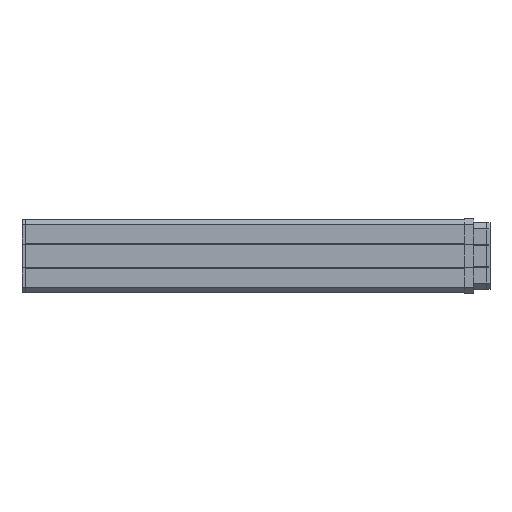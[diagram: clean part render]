
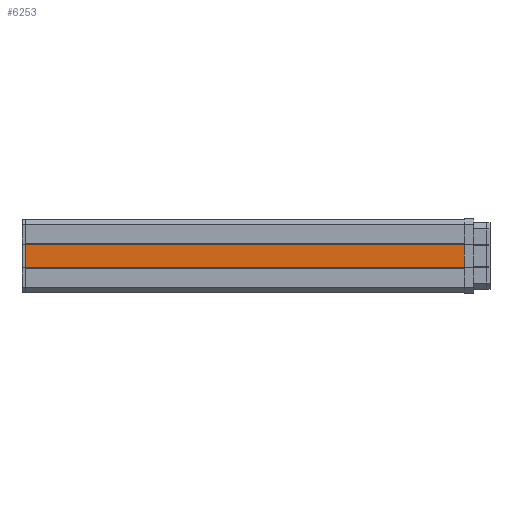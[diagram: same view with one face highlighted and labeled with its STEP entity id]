
A CAD part, left-side view. The second image highlights one B-rep face of the part: STEP entity #6253.
In plain terms, the highlighted planar face has unit normal (-1, 0, 0).
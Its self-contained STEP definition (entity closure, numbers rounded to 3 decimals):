
#804 = LINE ( 'NONE', #19075, #35271 ) ;
#2011 = LINE ( 'NONE', #36131, #16356 ) ;
#3719 = CARTESIAN_POINT ( 'NONE',  ( -51.5, 640., -68.207 ) ) ;
#4266 = PLANE ( 'NONE',  #23803 ) ;
#6253 = ADVANCED_FACE ( 'NONE', ( #28881 ), #4266, .F. ) ;
#7015 = EDGE_CURVE ( 'NONE', #19155, #34406, #19050, .T. ) ;
#7252 = EDGE_CURVE ( 'NONE', #34406, #25943, #2011, .T. ) ;
#7609 = DIRECTION ( 'NONE',  ( 0., 0., 1. ) ) ;
#10397 = DIRECTION ( 'NONE',  ( 0., -1., 0. ) ) ;
#11409 = VECTOR ( 'NONE', #10397, 1000. ) ;
#12472 = DIRECTION ( 'NONE',  ( 0., 0., 1. ) ) ;
#15348 = LINE ( 'NONE', #26732, #29649 ) ;
#15498 = EDGE_LOOP ( 'NONE', ( #24475, #21219, #25100, #32188 ) ) ;
#15647 = DIRECTION ( 'NONE',  ( 1., 0., 0. ) ) ;
#16356 = VECTOR ( 'NONE', #7609, 1000. ) ;
#17362 = EDGE_CURVE ( 'NONE', #18649, #25943, #804, .T. ) ;
#17770 = CARTESIAN_POINT ( 'NONE',  ( -51.5, 640., -34.793 ) ) ;
#18518 = CARTESIAN_POINT ( 'NONE',  ( -51.5, 640., -34.793 ) ) ;
#18649 = VERTEX_POINT ( 'NONE', #17770 ) ;
#19050 = LINE ( 'NONE', #30397, #11409 ) ;
#19075 = CARTESIAN_POINT ( 'NONE',  ( -51.5, 640., -34.793 ) ) ;
#19155 = VERTEX_POINT ( 'NONE', #3719 ) ;
#21219 = ORIENTED_EDGE ( 'NONE', *, *, #17362, .F. ) ;
#22353 = CARTESIAN_POINT ( 'NONE',  ( -51.5, 0., -34.793 ) ) ;
#23803 = AXIS2_PLACEMENT_3D ( 'NONE', #18518, #15647, #24285 ) ;
#24285 = DIRECTION ( 'NONE',  ( 0., 0., -1. ) ) ;
#24475 = ORIENTED_EDGE ( 'NONE', *, *, #7252, .T. ) ;
#25059 = CARTESIAN_POINT ( 'NONE',  ( -51.5, 0., -68.207 ) ) ;
#25100 = ORIENTED_EDGE ( 'NONE', *, *, #32525, .F. ) ;
#25943 = VERTEX_POINT ( 'NONE', #22353 ) ;
#26732 = CARTESIAN_POINT ( 'NONE',  ( -51.5, 640., -34.793 ) ) ;
#28881 = FACE_OUTER_BOUND ( 'NONE', #15498, .T. ) ;
#29649 = VECTOR ( 'NONE', #12472, 1000. ) ;
#30397 = CARTESIAN_POINT ( 'NONE',  ( -51.5, 640., -68.207 ) ) ;
#32188 = ORIENTED_EDGE ( 'NONE', *, *, #7015, .T. ) ;
#32525 = EDGE_CURVE ( 'NONE', #19155, #18649, #15348, .T. ) ;
#34406 = VERTEX_POINT ( 'NONE', #25059 ) ;
#35271 = VECTOR ( 'NONE', #36208, 1000. ) ;
#36131 = CARTESIAN_POINT ( 'NONE',  ( -51.5, 0., -34.793 ) ) ;
#36208 = DIRECTION ( 'NONE',  ( 0., -1., 0. ) ) ;
